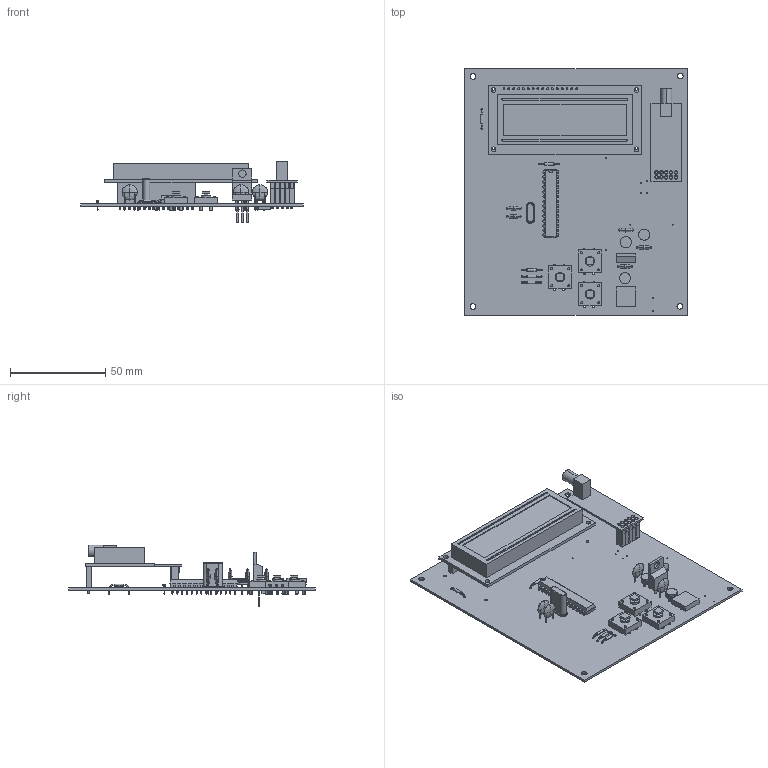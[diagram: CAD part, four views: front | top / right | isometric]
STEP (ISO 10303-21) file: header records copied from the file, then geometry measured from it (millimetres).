
FILE_DESCRIPTION(('PCB Model'),'2;1');
FILE_NAME('Handheld Terminal Circuit.STEP','2018-12-06T01:16:24' ,('ahmad kamal'),('Unspecified'),'Open CASCADE STEP processor 6.8', 'Proteus','Unknown');
FILE_SCHEMA(('AUTOMOTIVE_DESIGN { 1 0 10303 214 1 1 1 1 }'));
Length unit declared in the file: millimetre
Products named in the file (57): Open CASCADE STEP translator 6.8 1; Layer_1; X1; Open CASCADE STEP translator 6.8 1.2.1; Body_1; J1; Open CASCADE STEP translator 6.8 1.3.1; Pin_1; Pin_2; U2; Open CASCADE STEP translator 6.8 1.4.1; R1; Open CASCADE STEP translator 6.8 1.5.1; R2; R3; R4; R5; C1; Open CASCADE STEP translator 6.8 1.10.1; C2; LCD1; Open CASCADE STEP translator 6.8 1.12.1; SW1; Open CASCADE STEP translator 6.8 1.13.1; SW2; Open CASCADE STEP translator 6.8 1.14.1; SW3; Open CASCADE STEP translator 6.8 1.15.1; C5; C6; Open CASCADE STEP translator 6.8 1.17.1; U1; Open CASCADE STEP translator 6.8 1.18.1; U3; Open CASCADE STEP translator 6.8 1.19.1; C7; C8; C9; C10; ICSP/RF24 ...
Assembly tree (68 placements, depth 4):
  Open CASCADE STEP translator 6.8 1
    Layer_1
    X1
      Open CASCADE STEP translator 6.8 1.2.1
        Body_1
    J1
      Open CASCADE STEP translator 6.8 1.3.1
        Body_1
        Pin_1
        Pin_2
    U2
      Open CASCADE STEP translator 6.8 1.4.1
        Body_1
    R1
      Open CASCADE STEP translator 6.8 1.5.1
        Body_1
        Pin_1
        Pin_2
    R2
      Open CASCADE STEP translator 6.8 1.5.1
        Body_1
        Pin_1
        Pin_2
    R3
      Open CASCADE STEP translator 6.8 1.5.1
        Body_1
        Pin_1
        Pin_2
    R4
      Open CASCADE STEP translator 6.8 1.5.1
        Body_1
        Pin_1
        Pin_2
    R5
      Open CASCADE STEP translator 6.8 1.5.1
        Body_1
        Pin_1
        Pin_2
    C1
      Open CASCADE STEP translator 6.8 1.10.1
        Body_1
        Pin_1
        Pin_2
    C2
      Open CASCADE STEP translator 6.8 1.10.1
        Body_1
        Pin_1
        Pin_2
    LCD1
      Open CASCADE STEP translator 6.8 1.12.1
        Body_1
    SW1
      Open CASCADE STEP translator 6.8 1.13.1
        Body_1
    SW2
      Open CASCADE STEP translator 6.8 1.14.1
        Body_1
    SW3
      Open CASCADE STEP translator 6.8 1.15.1
        Body_1
Bounding box: 116.81 x 129.48 x 32.4 mm (x, y, z)
Volume: 46617.8 mm3; surface area: 48584.1 mm2
Topology: 52 solids, 62 shells, 1880 faces, 4767 edges, 2991 vertices
Faces by surface type: plane 913, cylinder 625, sphere 112, cone 100, bspline 80, torus 40, extrusion 10
Entity records: 55215 total; most frequent: CARTESIAN_POINT 10020, DIRECTION 7741, ORIENTED_EDGE 7526, EDGE_CURVE 3763, AXIS2_PLACEMENT_3D 2755, VERTEX_POINT 2467, VECTOR 2231, LINE 2229
